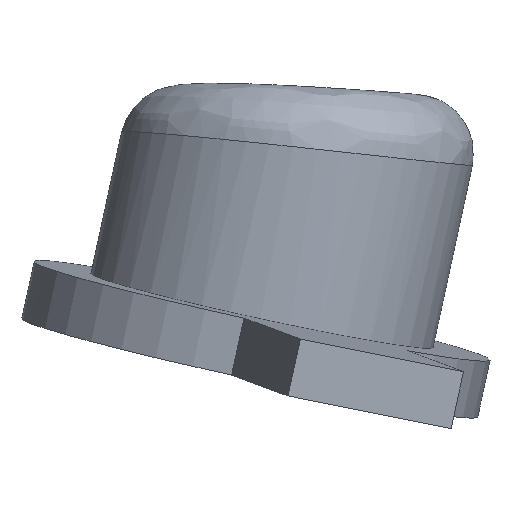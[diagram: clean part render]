
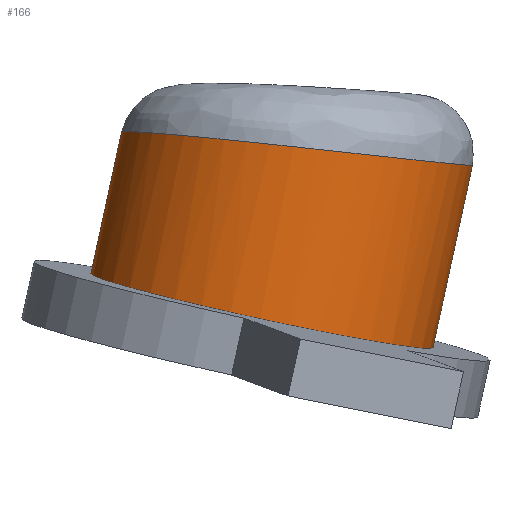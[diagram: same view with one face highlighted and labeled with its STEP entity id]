
A CAD part, left-side view. The second image highlights one B-rep face of the part: STEP entity #166.
In plain terms, the highlighted cylindrical face has radius 3 mm (diameter 6 mm), a full revolution.
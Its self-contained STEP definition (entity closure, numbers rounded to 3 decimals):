
#79=CIRCLE('',#189,3.);
#82=ORIENTED_EDGE('',*,*,#112,.T.);
#83=ORIENTED_EDGE('',*,*,#113,.T.);
#112=EDGE_CURVE('',#127,#127,#138,.T.);
#113=EDGE_CURVE('',#128,#128,#79,.F.);
#127=VERTEX_POINT('',#275);
#128=VERTEX_POINT('',#277);
#138=B_SPLINE_CURVE_WITH_KNOTS('',3,(#264,#265,#266,#267,#268,#269,#270,
#271,#272,#273,#274),.UNSPECIFIED.,.T.,.F.,(1,1,1,1,1,1,1,1,1,1,1,1,1,1,
1),(-0.007,-0.005,-0.002,0.,
0.002,0.005,0.007,0.01,
0.012,0.014,0.017,0.019,
0.021,0.024,0.026),.UNSPECIFIED.);
#140=EDGE_LOOP('',(#82));
#141=EDGE_LOOP('',(#83));
#152=FACE_BOUND('',#140,.T.);
#153=FACE_BOUND('',#141,.T.);
#164=CYLINDRICAL_SURFACE('',#188,3.);
#166=ADVANCED_FACE('',(#152,#153),#164,.T.);
#188=AXIS2_PLACEMENT_3D('',#263,#216,#217);
#189=AXIS2_PLACEMENT_3D('',#276,#218,#219);
#216=DIRECTION('',(0.047,0.211,-0.976));
#217=DIRECTION('',(0.,0.977,0.211));
#218=DIRECTION('',(0.047,0.211,-0.976));
#219=DIRECTION('',(0.,0.977,0.211));
#263=CARTESIAN_POINT('',(78.137,59.183,45.511));
#264=CARTESIAN_POINT('',(80.365,57.087,43.177));
#265=CARTESIAN_POINT('',(77.926,56.314,43.086));
#266=CARTESIAN_POINT('',(75.662,57.509,43.2));
#267=CARTESIAN_POINT('',(74.926,59.941,43.474));
#268=CARTESIAN_POINT('',(76.116,62.18,43.697));
#269=CARTESIAN_POINT('',(78.546,62.962,43.721));
#270=CARTESIAN_POINT('',(80.817,61.773,43.572));
#271=CARTESIAN_POINT('',(81.547,59.341,43.338));
#272=CARTESIAN_POINT('',(80.365,57.087,43.177));
#273=CARTESIAN_POINT('',(77.926,56.314,43.086));
#274=CARTESIAN_POINT('',(75.662,57.509,43.2));
#275=CARTESIAN_POINT('',(77.955,56.642,43.12));
#276=CARTESIAN_POINT('',(78.371,60.238,40.629));
#277=CARTESIAN_POINT('',(78.371,63.171,41.263));
